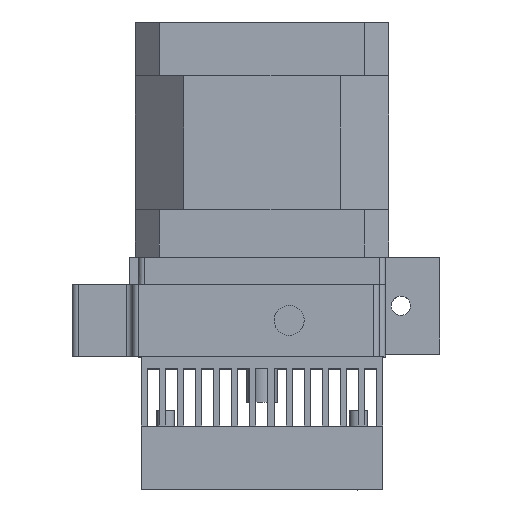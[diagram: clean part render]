
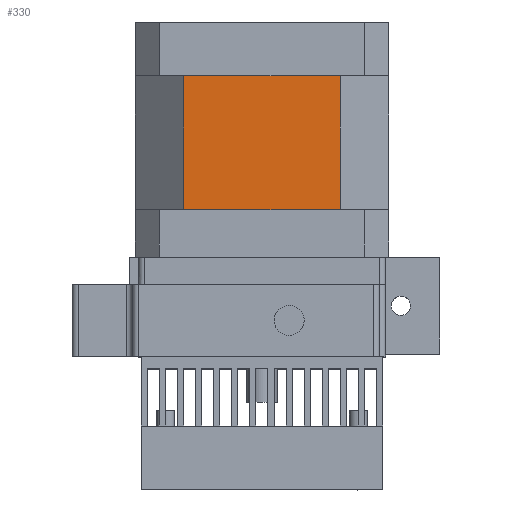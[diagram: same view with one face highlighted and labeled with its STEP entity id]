
A CAD part, top view. The second image highlights one B-rep face of the part: STEP entity #330.
In plain terms, the highlighted planar face has unit normal (0, 0, 1).
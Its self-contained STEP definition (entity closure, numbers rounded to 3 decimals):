
#330=ADVANCED_FACE('',(#680),#5360,.T.);
#680=FACE_OUTER_BOUND('',#1056,.T.);
#1056=EDGE_LOOP('',(#2342,#2343,#2344,#2345));
#2342=ORIENTED_EDGE('',*,*,#3448,.T.);
#2343=ORIENTED_EDGE('',*,*,#3472,.T.);
#2344=ORIENTED_EDGE('',*,*,#3451,.F.);
#2345=ORIENTED_EDGE('',*,*,#3464,.F.);
#3448=EDGE_CURVE('',#4941,#4949,#4436,.T.);
#3451=EDGE_CURVE('',#4940,#4948,#4439,.T.);
#3464=EDGE_CURVE('',#4941,#4940,#4452,.T.);
#3472=EDGE_CURVE('',#4949,#4948,#4460,.T.);
#4436=B_SPLINE_CURVE_WITH_KNOTS('',1,(#8547,#8548),.UNSPECIFIED.,.F.,.F.,
(2,2),(0.,30.2),.UNSPECIFIED.);
#4439=B_SPLINE_CURVE_WITH_KNOTS('',1,(#8553,#8554),.UNSPECIFIED.,.F.,.F.,
(2,2),(0.,30.2),.UNSPECIFIED.);
#4452=B_SPLINE_CURVE_WITH_KNOTS('',1,(#8579,#8580),.UNSPECIFIED.,.F.,.F.,
(2,2),(15.029,41.029),.UNSPECIFIED.);
#4460=B_SPLINE_CURVE_WITH_KNOTS('',1,(#8595,#8596),.UNSPECIFIED.,.F.,.F.,
(2,2),(15.029,41.029),.UNSPECIFIED.);
#4940=VERTEX_POINT('',#8375);
#4941=VERTEX_POINT('',#8376);
#4948=VERTEX_POINT('',#8383);
#4949=VERTEX_POINT('',#8384);
#5360=PLANE('',#5675);
#5675=AXIS2_PLACEMENT_3D('',#8209,#5906,$);
#5906=DIRECTION('',(0.,0.,1.));
#8209=CARTESIAN_POINT('',(-17.5,40.6,76.5));
#8375=CARTESIAN_POINT('',(8.5,40.6,76.5));
#8376=CARTESIAN_POINT('',(-17.5,40.6,76.5));
#8383=CARTESIAN_POINT('',(8.5,18.4,76.5));
#8384=CARTESIAN_POINT('',(-17.5,18.4,76.5));
#8547=CARTESIAN_POINT('',(-17.5,40.6,76.5));
#8548=CARTESIAN_POINT('',(-17.5,18.4,76.5));
#8553=CARTESIAN_POINT('',(8.5,40.6,76.5));
#8554=CARTESIAN_POINT('',(8.5,18.4,76.5));
#8579=CARTESIAN_POINT('',(-17.5,40.6,76.5));
#8580=CARTESIAN_POINT('',(8.5,40.6,76.5));
#8595=CARTESIAN_POINT('',(-17.5,18.4,76.5));
#8596=CARTESIAN_POINT('',(8.5,18.4,76.5));
